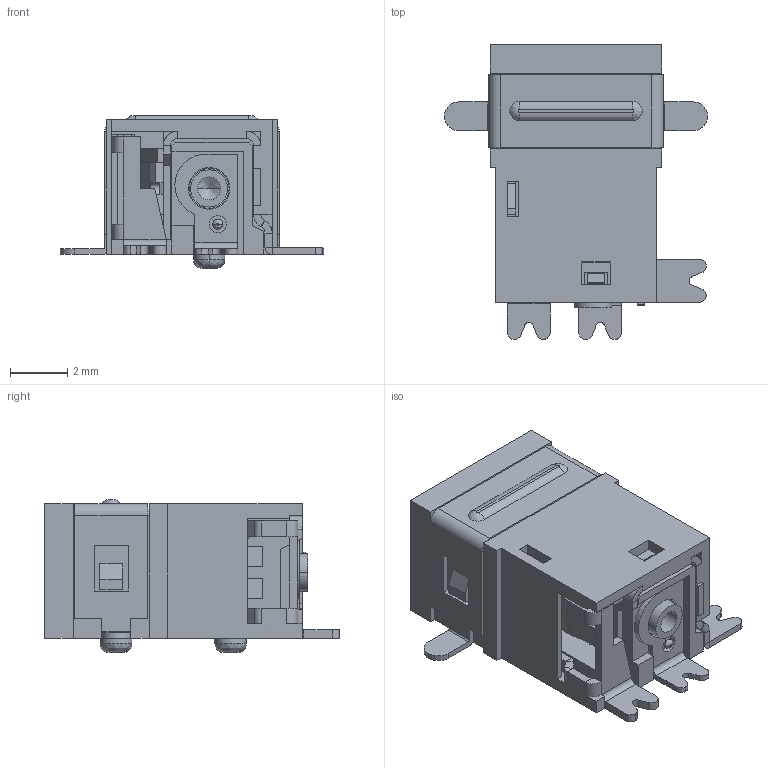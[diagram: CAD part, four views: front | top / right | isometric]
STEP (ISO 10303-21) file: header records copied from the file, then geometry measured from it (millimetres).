
FILE_DESCRIPTION (( 'STEP AP203' ), '1' );
FILE_NAME ('dc-045b_l202w33d.STEP', '2021-07-26T08:21:30', ( '' ), ( '' ), 'SwSTEP 2.0', 'SolidWorks 2019', '' );
FILE_SCHEMA (( 'CONFIG_CONTROL_DESIGN' ));
Length unit declared in the file: millimetre
Products named in the file (1): dc-045b_l202w33d
Bounding box: 9.2 x 10.3 x 5.35 mm (x, y, z)
Volume: 151.4 mm3; surface area: 594.7 mm2
Topology: 1 solids, 1 shells, 631 faces, 1691 edges, 1074 vertices
Faces by surface type: bspline 631
Entity records: 20170 total; most frequent: CARTESIAN_POINT 6194, ORIENTED_EDGE 3372, DIRECTION 2008, EDGE_CURVE 1686, LINE 1286, VECTOR 1286, VERTEX_POINT 1074, EDGE_LOOP 670
